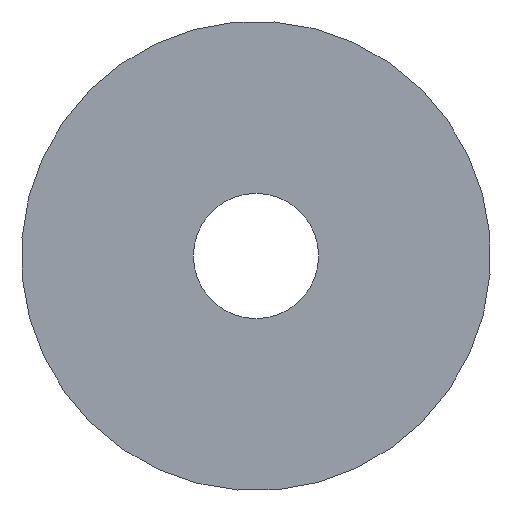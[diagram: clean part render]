
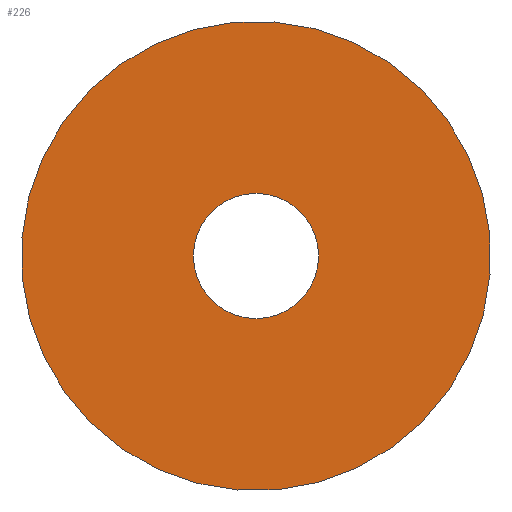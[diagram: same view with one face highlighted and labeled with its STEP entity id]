
A CAD part, front view. The second image highlights one B-rep face of the part: STEP entity #226.
In plain terms, the highlighted planar face has unit normal (0, -1, 0).
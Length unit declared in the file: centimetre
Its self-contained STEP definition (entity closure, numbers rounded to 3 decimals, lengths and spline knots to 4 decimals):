
#4 = EDGE_LOOP ( 'NONE', ( #198, #251 ) ) ;
#14 = DIRECTION ( 'NONE',  ( 0., 1., 0. ) ) ;
#20 = DIRECTION ( 'NONE',  ( 0., 1., 0. ) ) ;
#27 = DIRECTION ( 'NONE',  ( 0., -1., 0. ) ) ;
#28 = FACE_BOUND ( 'NONE', #159, .T. ) ;
#30 = EDGE_CURVE ( 'NONE', #49, #204, #73, .T. ) ;
#46 = AXIS2_PLACEMENT_3D ( 'NONE', #157, #27, #177 ) ;
#49 = VERTEX_POINT ( 'NONE', #216 ) ;
#62 = EDGE_CURVE ( 'NONE', #141, #235, #101, .T. ) ;
#71 = EDGE_CURVE ( 'NONE', #204, #49, #146, .T. ) ;
#72 = AXIS2_PLACEMENT_3D ( 'NONE', #149, #20, #193 ) ;
#73 = CIRCLE ( 'NONE', #46, 2. ) ;
#86 = CARTESIAN_POINT ( 'NONE',  ( 0., 0., 0. ) ) ;
#90 = ORIENTED_EDGE ( 'NONE', *, *, #71, .F. ) ;
#99 = CARTESIAN_POINT ( 'NONE',  ( 0., 0., 0. ) ) ;
#100 = AXIS2_PLACEMENT_3D ( 'NONE', #169, #14, #245 ) ;
#101 = CIRCLE ( 'NONE', #100, 7.5 ) ;
#113 = PLANE ( 'NONE',  #160 ) ;
#114 = AXIS2_PLACEMENT_3D ( 'NONE', #99, #142, #241 ) ;
#120 = ORIENTED_EDGE ( 'NONE', *, *, #30, .F. ) ;
#127 = DIRECTION ( 'NONE',  ( 0., 0., 1. ) ) ;
#141 = VERTEX_POINT ( 'NONE', #167 ) ;
#142 = DIRECTION ( 'NONE',  ( 0., -1., 0. ) ) ;
#146 = CIRCLE ( 'NONE', #114, 2. ) ;
#149 = CARTESIAN_POINT ( 'NONE',  ( 0., 0., 0. ) ) ;
#157 = CARTESIAN_POINT ( 'NONE',  ( 0., 0., 0. ) ) ;
#159 = EDGE_LOOP ( 'NONE', ( #90, #120 ) ) ;
#160 = AXIS2_PLACEMENT_3D ( 'NONE', #86, #192, #127 ) ;
#167 = CARTESIAN_POINT ( 'NONE',  ( 5.2632, 0., 5.3431 ) ) ;
#168 = FACE_OUTER_BOUND ( 'NONE', #4, .T. ) ;
#169 = CARTESIAN_POINT ( 'NONE',  ( 0., 0., 0. ) ) ;
#170 = CARTESIAN_POINT ( 'NONE',  ( 0., 0., -2. ) ) ;
#177 = DIRECTION ( 'NONE',  ( 0., 0., 1. ) ) ;
#192 = DIRECTION ( 'NONE',  ( 0., 1., 0. ) ) ;
#193 = DIRECTION ( 'NONE',  ( 0., 0., 1. ) ) ;
#198 = ORIENTED_EDGE ( 'NONE', *, *, #62, .F. ) ;
#204 = VERTEX_POINT ( 'NONE', #170 ) ;
#216 = CARTESIAN_POINT ( 'NONE',  ( 0., 0., 2. ) ) ;
#226 = ADVANCED_FACE ( 'NONE', ( #28, #168 ), #113, .F. ) ;
#228 = CIRCLE ( 'NONE', #72, 7.5 ) ;
#229 = CARTESIAN_POINT ( 'NONE',  ( -5.2632, 0., -5.3431 ) ) ;
#235 = VERTEX_POINT ( 'NONE', #229 ) ;
#241 = DIRECTION ( 'NONE',  ( 0., 0., 1. ) ) ;
#245 = DIRECTION ( 'NONE',  ( 0., 0., 1. ) ) ;
#247 = EDGE_CURVE ( 'NONE', #235, #141, #228, .T. ) ;
#251 = ORIENTED_EDGE ( 'NONE', *, *, #247, .F. ) ;
